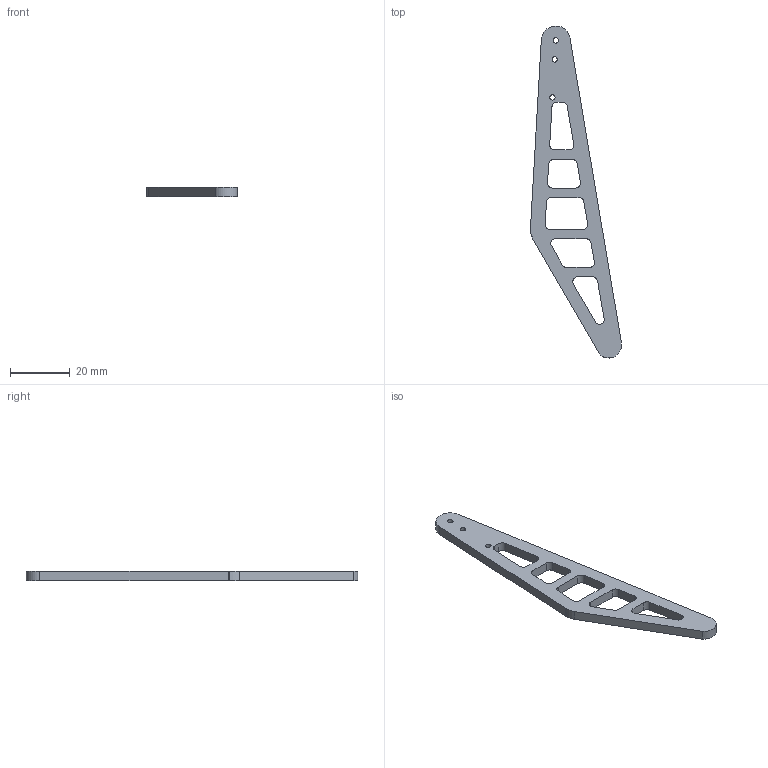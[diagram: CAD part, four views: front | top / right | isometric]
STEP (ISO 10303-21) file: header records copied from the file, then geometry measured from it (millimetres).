
FILE_DESCRIPTION (( 'STEP AP214' ), '1' );
FILE_NAME ('landing leg v1.STEP', '2018-01-08T17:47:03', ( '' ), ( '' ), 'SwSTEP 2.0', 'SolidWorks 2016', '' );
FILE_SCHEMA (( 'AUTOMOTIVE_DESIGN' ));
Length unit declared in the file: inch
Products named in the file (1): landing leg v1
Bounding box: 30.42 x 110.73 x 3.17 mm (x, y, z)
Volume: 3920.9 mm3; surface area: 3945.1 mm2
Topology: 1 solids, 1 shells, 58 faces, 168 edges, 112 vertices
Faces by surface type: cylinder 34, plane 24
Entity records: 2090 total; most frequent: DIRECTION 354, CARTESIAN_POINT 339, ORIENTED_EDGE 336, EDGE_CURVE 168, AXIS2_PLACEMENT_3D 127, VERTEX_POINT 112, VECTOR 100, LINE 100
